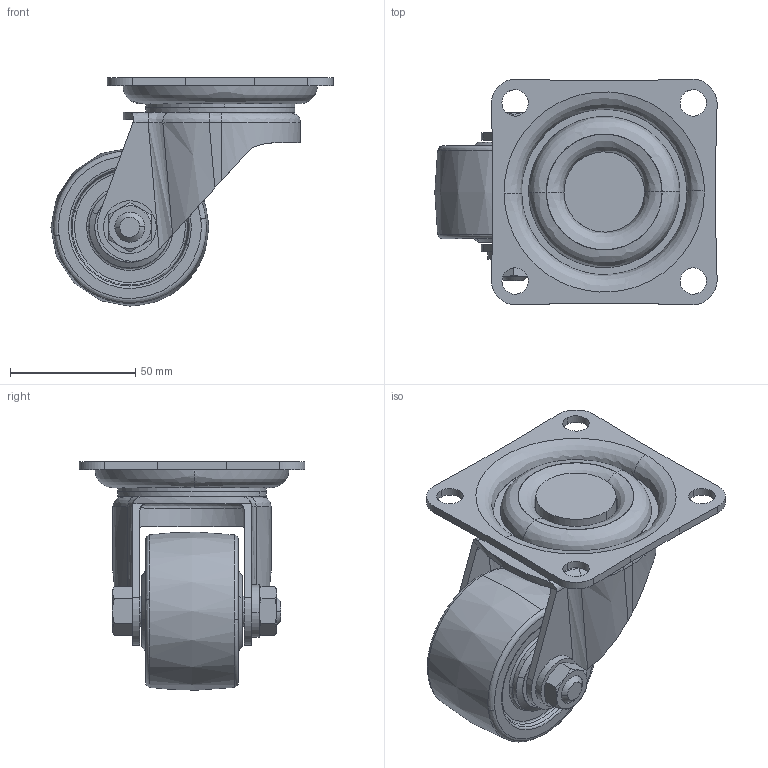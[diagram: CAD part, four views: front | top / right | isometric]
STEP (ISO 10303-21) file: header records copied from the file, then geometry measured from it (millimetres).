
FILE_DESCRIPTION((''),'2;1');
FILE_NAME('','2009-03-19T14:14:11',(''),(''),'','CADfix','');
FILE_SCHEMA(('AUTOMOTIVE_DESIGN { 1 0 10303 214 1 1 1 1 }'));
Length unit declared in the file: millimetre
Bounding box: 112.5 x 90 x 90.99 mm (x, y, z)
Volume: 193351.3 mm3; surface area: 59936.8 mm2
Topology: 5 solids, 5 shells, 225 faces, 693 edges, 494 vertices
Faces by surface type: bspline 225
Entity records: 11403 total; most frequent: CARTESIAN_POINT 7663, ORIENTED_EDGE 1386, EDGE_CURVE 693, VERTEX_POINT 494, EDGE_LOOP 259, FACE_OUTER_BOUND 225, ADVANCED_FACE 225, QUASI_UNIFORM_CURVE 168
